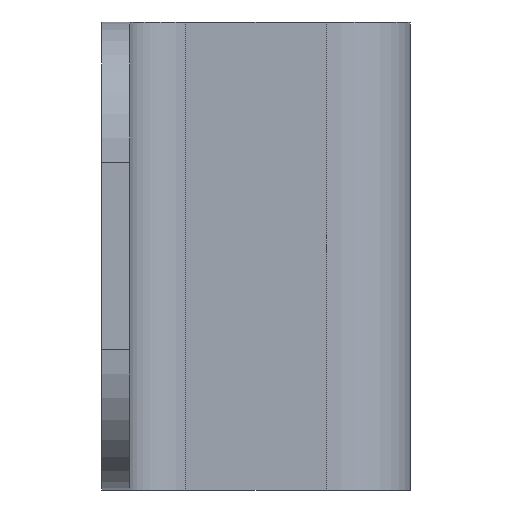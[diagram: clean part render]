
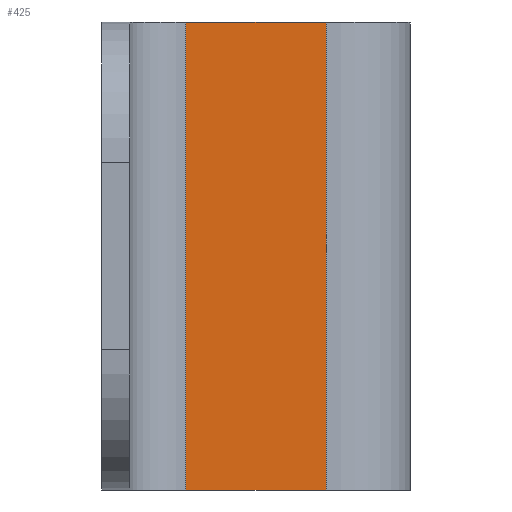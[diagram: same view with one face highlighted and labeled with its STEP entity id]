
A CAD part, left-side view. The second image highlights one B-rep face of the part: STEP entity #425.
In plain terms, the highlighted planar face has unit normal (-1, 0, 0).
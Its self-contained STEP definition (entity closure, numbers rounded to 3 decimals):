
#27=PLANE('',#489);
#48=FACE_OUTER_BOUND('',#73,.T.);
#73=EDGE_LOOP('',(#377,#378,#379,#380));
#88=LINE('',#663,#126);
#105=LINE('',#718,#143);
#112=LINE('',#736,#150);
#113=LINE('',#738,#151);
#126=VECTOR('',#533,10.);
#143=VECTOR('',#584,10.);
#150=VECTOR('',#609,10.);
#151=VECTOR('',#612,10.);
#191=VERTEX_POINT('',#660);
#192=VERTEX_POINT('',#662);
#212=VERTEX_POINT('',#715);
#213=VERTEX_POINT('',#717);
#235=EDGE_CURVE('',#191,#192,#88,.T.);
#263=EDGE_CURVE('',#212,#213,#105,.T.);
#272=EDGE_CURVE('',#191,#213,#112,.T.);
#273=EDGE_CURVE('',#192,#212,#113,.T.);
#377=ORIENTED_EDGE('',*,*,#272,.T.);
#378=ORIENTED_EDGE('',*,*,#263,.F.);
#379=ORIENTED_EDGE('',*,*,#273,.F.);
#380=ORIENTED_EDGE('',*,*,#235,.F.);
#425=ADVANCED_FACE('',(#48),#27,.T.);
#489=AXIS2_PLACEMENT_3D('',#737,#610,#611);
#533=DIRECTION('',(0.,1.,0.));
#584=DIRECTION('',(0.,-1.,0.));
#609=DIRECTION('',(0.,0.,1.));
#610=DIRECTION('center_axis',(-1.,0.,0.));
#611=DIRECTION('ref_axis',(0.,-1.,0.));
#612=DIRECTION('',(0.,0.,1.));
#660=CARTESIAN_POINT('',(0.,4.5,-12.5));
#662=CARTESIAN_POINT('',(0.,12.,-12.5));
#663=CARTESIAN_POINT('',(0.,12.,-12.5));
#715=CARTESIAN_POINT('',(0.,12.,12.5));
#717=CARTESIAN_POINT('',(0.,4.5,12.5));
#718=CARTESIAN_POINT('',(0.,12.,12.5));
#736=CARTESIAN_POINT('',(0.,4.5,0.));
#737=CARTESIAN_POINT('Origin',(0.,12.,0.));
#738=CARTESIAN_POINT('',(0.,12.,0.));
